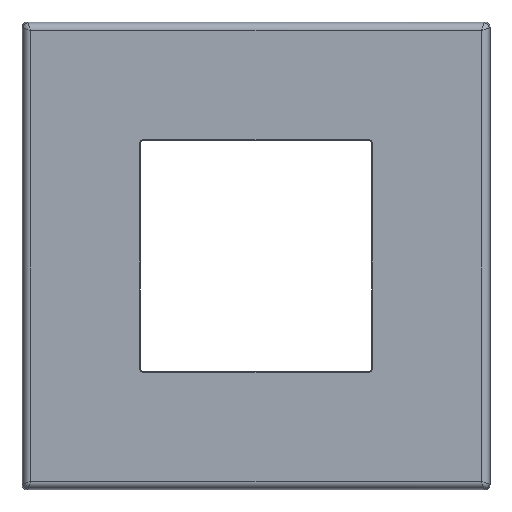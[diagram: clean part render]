
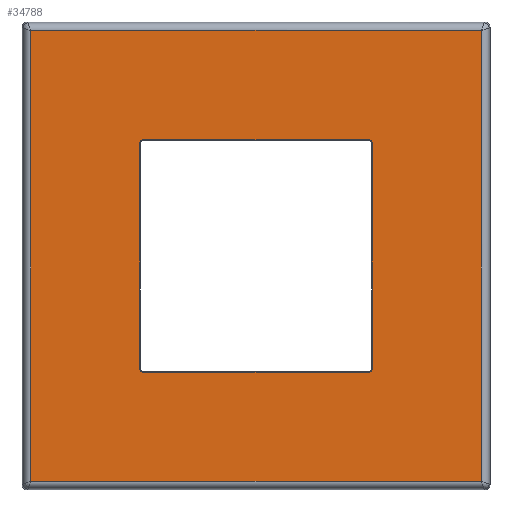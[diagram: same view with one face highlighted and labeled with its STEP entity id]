
A CAD part, top view. The second image highlights one B-rep face of the part: STEP entity #34788.
In plain terms, the highlighted planar face has unit normal (0, 0, 1).
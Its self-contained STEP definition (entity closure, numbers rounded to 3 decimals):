
#34742=AXIS2_PLACEMENT_3D('Plane Axis2P3D',#34739,#34740,#34741) ;
#34544=CARTESIAN_POINT('Line Origine',(22.81,0.,2.8)) ;
#34548=CARTESIAN_POINT('Vertex',(22.81,-22.312,2.8)) ;
#34550=CARTESIAN_POINT('Vertex',(22.81,22.312,2.8)) ;
#34576=CARTESIAN_POINT('Control Point',(22.312,-22.81,2.8)) ;
#34577=CARTESIAN_POINT('Control Point',(22.508,-22.81,2.8)) ;
#34578=CARTESIAN_POINT('Control Point',(22.706,-22.706,2.8)) ;
#34579=CARTESIAN_POINT('Control Point',(22.81,-22.508,2.8)) ;
#34580=CARTESIAN_POINT('Control Point',(22.81,-22.312,2.8)) ;
#34581=CARTESIAN_POINT('Vertex',(22.312,-22.81,2.8)) ;
#34601=CARTESIAN_POINT('Line Origine',(0.,-22.81,2.8)) ;
#34605=CARTESIAN_POINT('Vertex',(-22.312,-22.81,2.8)) ;
#34626=CARTESIAN_POINT('Control Point',(-22.81,-22.312,2.8)) ;
#34627=CARTESIAN_POINT('Control Point',(-22.81,-22.508,2.8)) ;
#34628=CARTESIAN_POINT('Control Point',(-22.706,-22.706,2.8)) ;
#34629=CARTESIAN_POINT('Control Point',(-22.508,-22.81,2.8)) ;
#34630=CARTESIAN_POINT('Control Point',(-22.312,-22.81,2.8)) ;
#34631=CARTESIAN_POINT('Vertex',(-22.81,-22.312,2.8)) ;
#34651=CARTESIAN_POINT('Line Origine',(-22.81,0.,2.8)) ;
#34655=CARTESIAN_POINT('Vertex',(-22.81,22.312,2.8)) ;
#34676=CARTESIAN_POINT('Control Point',(-22.312,22.81,2.8)) ;
#34677=CARTESIAN_POINT('Control Point',(-22.508,22.81,2.8)) ;
#34678=CARTESIAN_POINT('Control Point',(-22.706,22.706,2.8)) ;
#34679=CARTESIAN_POINT('Control Point',(-22.81,22.508,2.8)) ;
#34680=CARTESIAN_POINT('Control Point',(-22.81,22.312,2.8)) ;
#34681=CARTESIAN_POINT('Vertex',(-22.312,22.81,2.8)) ;
#34701=CARTESIAN_POINT('Line Origine',(0.,22.81,2.8)) ;
#34705=CARTESIAN_POINT('Vertex',(22.312,22.81,2.8)) ;
#34726=CARTESIAN_POINT('Control Point',(22.81,22.312,2.8)) ;
#34727=CARTESIAN_POINT('Control Point',(22.81,22.508,2.8)) ;
#34728=CARTESIAN_POINT('Control Point',(22.706,22.706,2.8)) ;
#34729=CARTESIAN_POINT('Control Point',(22.508,22.81,2.8)) ;
#34730=CARTESIAN_POINT('Control Point',(22.312,22.81,2.8)) ;
#34739=CARTESIAN_POINT('Axis2P3D Location',(0.,0.,2.8)) ;
#34744=CARTESIAN_POINT('Line Origine',(44.328,0.,2.8)) ;
#34748=CARTESIAN_POINT('Vertex',(44.328,44.328,2.8)) ;
#34750=CARTESIAN_POINT('Vertex',(44.328,-44.328,2.8)) ;
#34753=CARTESIAN_POINT('Line Origine',(0.,44.328,2.8)) ;
#34757=CARTESIAN_POINT('Vertex',(-44.328,44.328,2.8)) ;
#34760=CARTESIAN_POINT('Line Origine',(-44.328,0.,2.8)) ;
#34764=CARTESIAN_POINT('Vertex',(-44.328,-44.328,2.8)) ;
#34767=CARTESIAN_POINT('Line Origine',(0.,-44.328,2.8)) ;
#34545=DIRECTION('Vector Direction',(0.,1.,0.)) ;
#34602=DIRECTION('Vector Direction',(1.,0.,0.)) ;
#34652=DIRECTION('Vector Direction',(0.,-1.,0.)) ;
#34702=DIRECTION('Vector Direction',(-1.,0.,0.)) ;
#34740=DIRECTION('Axis2P3D Direction',(0.,0.,1.)) ;
#34741=DIRECTION('Axis2P3D XDirection',(1.,0.,0.)) ;
#34745=DIRECTION('Vector Direction',(0.,1.,0.)) ;
#34754=DIRECTION('Vector Direction',(1.,0.,0.)) ;
#34761=DIRECTION('Vector Direction',(0.,1.,0.)) ;
#34768=DIRECTION('Vector Direction',(1.,0.,0.)) ;
#34546=VECTOR('Line Direction',#34545,1.) ;
#34603=VECTOR('Line Direction',#34602,1.) ;
#34653=VECTOR('Line Direction',#34652,1.) ;
#34703=VECTOR('Line Direction',#34702,1.) ;
#34746=VECTOR('Line Direction',#34745,1.) ;
#34755=VECTOR('Line Direction',#34754,1.) ;
#34762=VECTOR('Line Direction',#34761,1.) ;
#34769=VECTOR('Line Direction',#34768,1.) ;
#34773=ORIENTED_EDGE('',*,*,#34752,.F.) ;
#34774=ORIENTED_EDGE('',*,*,#34759,.F.) ;
#34775=ORIENTED_EDGE('',*,*,#34766,.F.) ;
#34776=ORIENTED_EDGE('',*,*,#34771,.F.) ;
#34779=ORIENTED_EDGE('',*,*,#34552,.F.) ;
#34780=ORIENTED_EDGE('',*,*,#34583,.F.) ;
#34781=ORIENTED_EDGE('',*,*,#34607,.F.) ;
#34782=ORIENTED_EDGE('',*,*,#34633,.F.) ;
#34783=ORIENTED_EDGE('',*,*,#34657,.F.) ;
#34784=ORIENTED_EDGE('',*,*,#34683,.F.) ;
#34785=ORIENTED_EDGE('',*,*,#34707,.F.) ;
#34786=ORIENTED_EDGE('',*,*,#34731,.F.) ;
#34787=FACE_BOUND('',#34778,.T.) ;
#34788=ADVANCED_FACE('Body.5',(#34777,#34787),#34743,.T.) ;
#34575=B_SPLINE_CURVE_WITH_KNOTS('',4,(#34576,#34577,#34578,#34579,#34580),.UNSPECIFIED.,.F.,.U.,(5,5),(0.,1.107),.UNSPECIFIED.) ;
#34625=B_SPLINE_CURVE_WITH_KNOTS('',4,(#34626,#34627,#34628,#34629,#34630),.UNSPECIFIED.,.F.,.U.,(5,5),(0.,1.107),.UNSPECIFIED.) ;
#34675=B_SPLINE_CURVE_WITH_KNOTS('',4,(#34676,#34677,#34678,#34679,#34680),.UNSPECIFIED.,.F.,.U.,(5,5),(0.,1.107),.UNSPECIFIED.) ;
#34725=B_SPLINE_CURVE_WITH_KNOTS('',4,(#34726,#34727,#34728,#34729,#34730),.UNSPECIFIED.,.F.,.U.,(5,5),(0.,1.107),.UNSPECIFIED.) ;
#34552=EDGE_CURVE('',#34549,#34551,#34547,.T.) ;
#34583=EDGE_CURVE('',#34582,#34549,#34575,.T.) ;
#34607=EDGE_CURVE('',#34606,#34582,#34604,.T.) ;
#34633=EDGE_CURVE('',#34632,#34606,#34625,.T.) ;
#34657=EDGE_CURVE('',#34656,#34632,#34654,.T.) ;
#34683=EDGE_CURVE('',#34682,#34656,#34675,.T.) ;
#34707=EDGE_CURVE('',#34706,#34682,#34704,.T.) ;
#34731=EDGE_CURVE('',#34551,#34706,#34725,.T.) ;
#34752=EDGE_CURVE('',#34749,#34751,#34747,.F.) ;
#34759=EDGE_CURVE('',#34758,#34749,#34756,.T.) ;
#34766=EDGE_CURVE('',#34765,#34758,#34763,.T.) ;
#34771=EDGE_CURVE('',#34751,#34765,#34770,.F.) ;
#34772=EDGE_LOOP('',(#34773,#34774,#34775,#34776)) ;
#34778=EDGE_LOOP('',(#34779,#34780,#34781,#34782,#34783,#34784,#34785,#34786)) ;
#34777=FACE_OUTER_BOUND('',#34772,.T.) ;
#34547=LINE('Line',#34544,#34546) ;
#34604=LINE('Line',#34601,#34603) ;
#34654=LINE('Line',#34651,#34653) ;
#34704=LINE('Line',#34701,#34703) ;
#34747=LINE('Line',#34744,#34746) ;
#34756=LINE('Line',#34753,#34755) ;
#34763=LINE('Line',#34760,#34762) ;
#34770=LINE('Line',#34767,#34769) ;
#34743=PLANE('',#34742) ;
#34549=VERTEX_POINT('',#34548) ;
#34551=VERTEX_POINT('',#34550) ;
#34582=VERTEX_POINT('',#34581) ;
#34606=VERTEX_POINT('',#34605) ;
#34632=VERTEX_POINT('',#34631) ;
#34656=VERTEX_POINT('',#34655) ;
#34682=VERTEX_POINT('',#34681) ;
#34706=VERTEX_POINT('',#34705) ;
#34749=VERTEX_POINT('',#34748) ;
#34751=VERTEX_POINT('',#34750) ;
#34758=VERTEX_POINT('',#34757) ;
#34765=VERTEX_POINT('',#34764) ;
